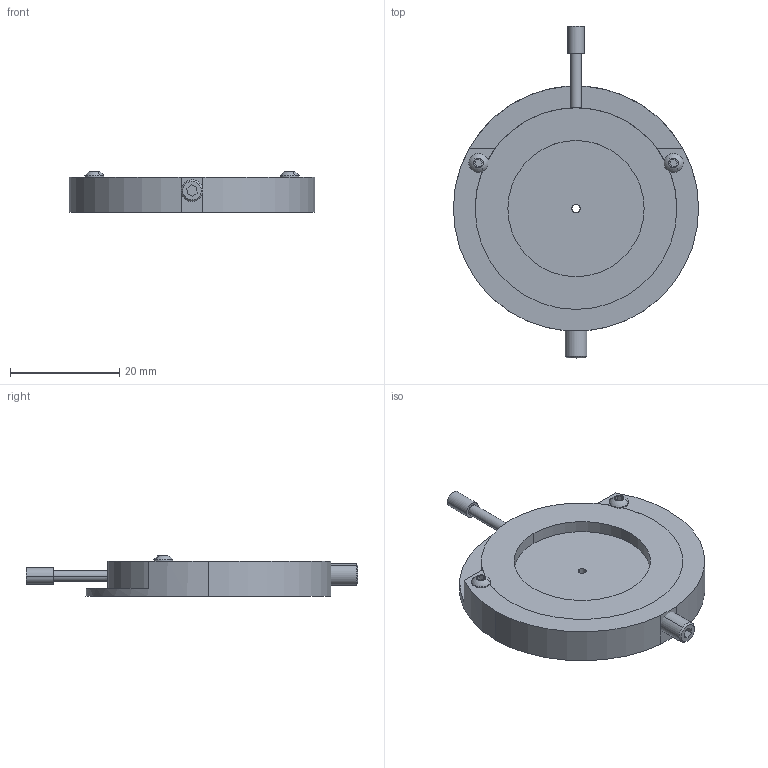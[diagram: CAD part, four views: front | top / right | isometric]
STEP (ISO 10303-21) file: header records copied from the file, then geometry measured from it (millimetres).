
FILE_DESCRIPTION (( 'STEP AP214' ), '1' );
FILE_NAME ('ID1525M.STEP', '2024-11-01T06:12:35', ( '' ), ( '' ), 'SwSTEP 2.0', 'SolidWorks 2024', '' );
FILE_SCHEMA (( 'AUTOMOTIVE_DESIGN' ));
Length unit declared in the file: millimetre
Products named in the file (1): ID1525M
Bounding box: 45 x 60.91 x 7.5 mm (x, y, z)
Volume: 6544.3 mm3; surface area: 6253.2 mm2
Topology: 5 solids, 5 shells, 90 faces, 201 edges, 128 vertices
Faces by surface type: plane 43, cylinder 35, cone 8, sphere 4
Entity records: 2578 total; most frequent: DIRECTION 459, CARTESIAN_POINT 450, ORIENTED_EDGE 394, EDGE_CURVE 197, AXIS2_PLACEMENT_3D 175, VERTEX_POINT 128, VECTOR 109, LINE 109
